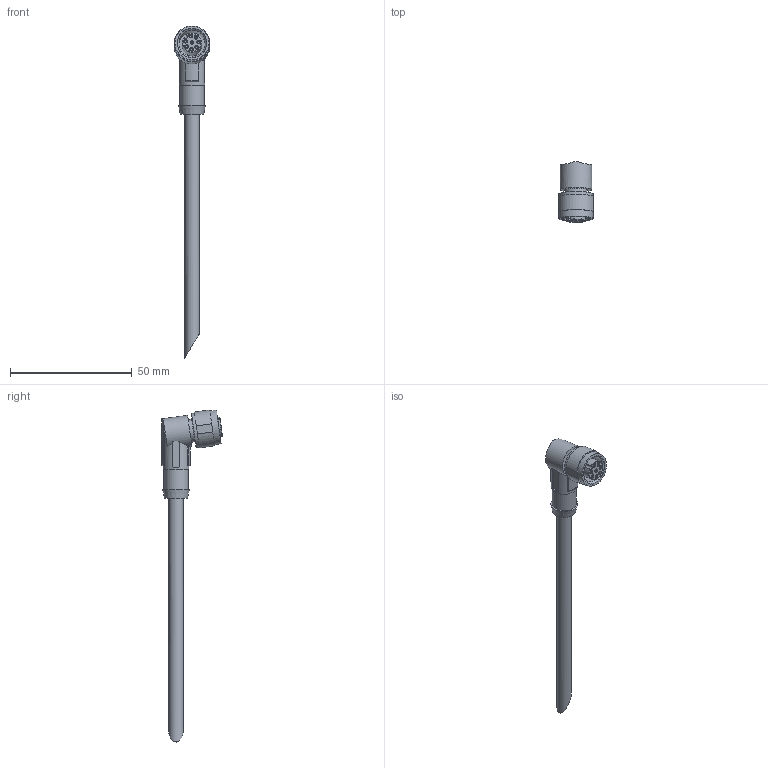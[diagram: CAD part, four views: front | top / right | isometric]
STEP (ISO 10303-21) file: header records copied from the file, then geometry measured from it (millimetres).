
FILE_DESCRIPTION(/* description */ ('STEP AP214'),/* implementation_level */ '2;1');
FILE_NAME(/* name */ '8094478_NEBC-M12W8-E-5-N-B-LE8',/* time_stamp */ '2024-09-12T04:37:38+02:00',/* author */ ('License CC BY-ND 4.0'),/* organization */ ('CADENAS'),/* preprocessor_version */ 'ST-DEVELOPER v19.3',/* originating_system */ 'PARTsolutions',/* authorisation */ ' ');
FILE_SCHEMA (('AUTOMOTIVE_DESIGN {1 0 10303 214 3 1 1}'));
Length unit declared in the file: millimetre
Products named in the file (2): 8094478 NEBC-M12W8-E-5-N-B-LE8; 8094478 NEBC-M12W8-E-5-N-B-LE8---(P1)
Assembly tree (1 placements, depth 2):
  8094478 NEBC-M12W8-E-5-N-B-LE8
    8094478 NEBC-M12W8-E-5-N-B-LE8---(P1)
Bounding box: 14.4 x 24.93 x 136.21 mm (x, y, z)
Volume: 7308.2 mm3; surface area: 4577.5 mm2
Topology: 1 solids, 1 shells, 94 faces, 206 edges, 139 vertices
Faces by surface type: plane 49, cylinder 39, torus 3, cone 3
Full cylindrical faces by diameter (mm): 0.9 x8, 1.5 x8, 6 x1, 9.3 x1, 10 x1, 10.6 x1, 10.917 x1, 12.2 x1, 13 x1, 14 x2
Entity records: 3121 total; most frequent: CARTESIAN_POINT 465, DIRECTION 426, ORIENTED_EDGE 336, AXIS2_PLACEMENT_3D 182, EDGE_CURVE 168, EDGE_LOOP 147, FACE_BOUND 147, VERTEX_POINT 129
